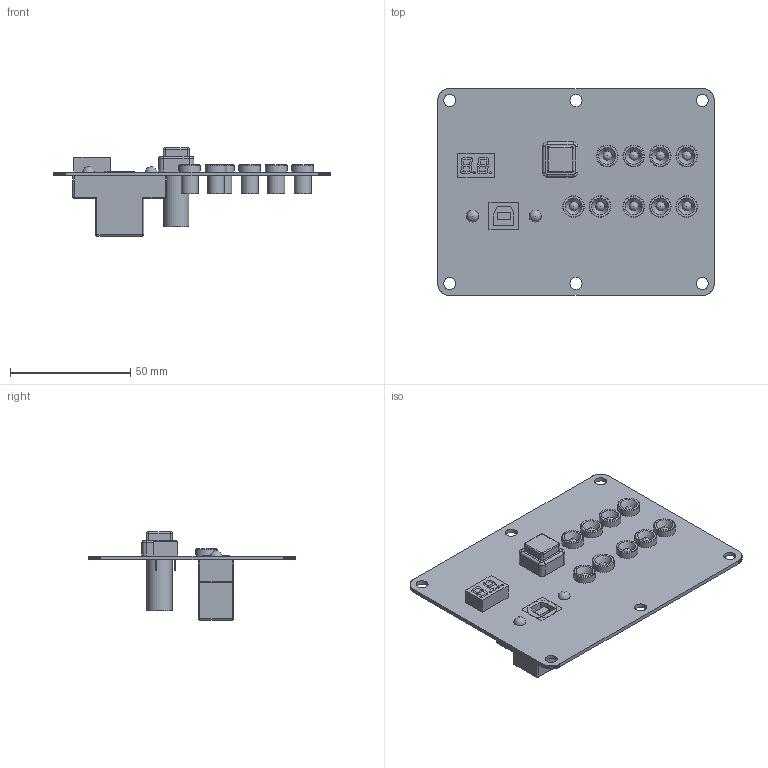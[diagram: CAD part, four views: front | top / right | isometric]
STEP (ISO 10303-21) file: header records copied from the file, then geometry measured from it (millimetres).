
FILE_DESCRIPTION(('KiCad electronic assembly'),'2;1');
FILE_NAME('StatusPanel.step','2023-10-24T03:02:57',('Pcbnew'),('Kicad'), 'Open CASCADE STEP processor 7.6','KiCad to STEP converter','Unknown' );
FILE_SCHEMA(('AUTOMOTIVE_DESIGN { 1 0 10303 214 1 1 1 1 }'));
Length unit declared in the file: millimetre
Products named in the file (16): StatusPanel 1; LED_Bracket_Red; COMPOUND; LED_Bracket_Green; 7SEG; LED_Bracket_Orange; USB; LED_Bracket_Blue; Button; PCB
Assembly tree (20 placements, depth 3):
  StatusPanel 1
    LED_Bracket_Red  x2
      COMPOUND
    LED_Bracket_Green  x2
      COMPOUND
    7SEG
      COMPOUND
    LED_Bracket_Orange  x3
      COMPOUND
    USB
      COMPOUND
    LED_Bracket_Blue  x2
      COMPOUND
    Button
      COMPOUND
    PCB
Bounding box: 115 x 86 x 36.6 mm (x, y, z)
Volume: 33517.6 mm3; surface area: 31224.8 mm2
Topology: 54 solids, 54 shells, 731 faces, 1735 edges, 1142 vertices
Faces by surface type: plane 521, cylinder 101, bspline 74, cone 18, sphere 17
Full cylindrical faces by diameter (mm): 0.45 x10, 1 x10, 2.433 x2, 3 x2, 5 x6, 7 x18, 9 x9, 10.5 x1, 12 x1
Entity records: 44999 total; most frequent: CARTESIAN_POINT 11186, DIRECTION 5878, LINE 4134, VECTOR 4134, ORIENTED_EDGE 3312, PCURVE 3312, DEFINITIONAL_REPRESENTATION 3312, EDGE_CURVE 1656
